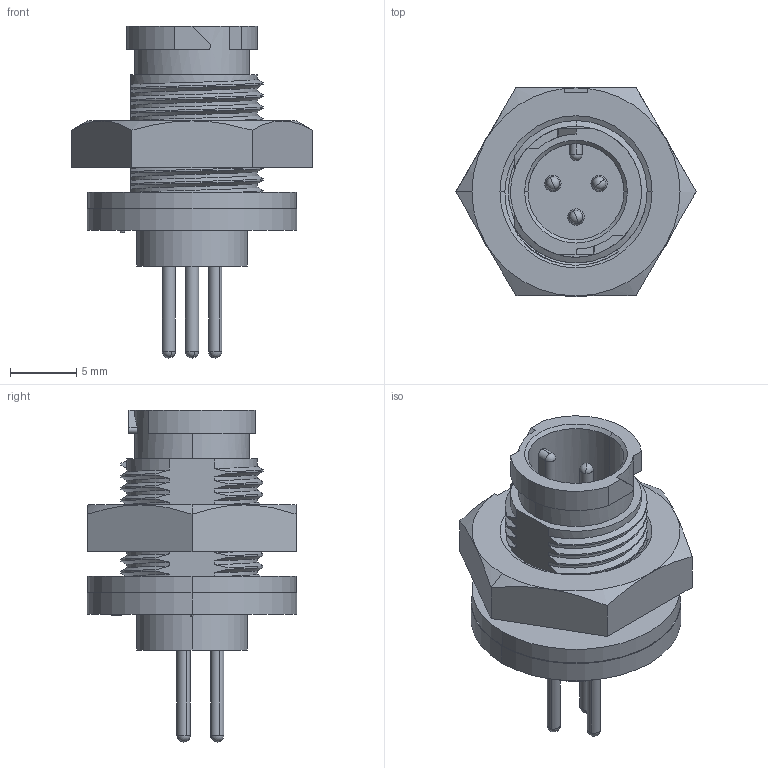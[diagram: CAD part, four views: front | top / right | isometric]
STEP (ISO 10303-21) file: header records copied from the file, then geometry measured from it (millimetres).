
FILE_DESCRIPTION (( 'STEP AP203' ), '1' );
FILE_NAME ('W17292-3PG-P-3ES.STEP', '2021-11-03T14:11:04', ( '' ), ( '' ), 'SwSTEP 2.0', 'SolidWorks 2020', '' );
FILE_SCHEMA (( 'CONFIG_CONTROL_DESIGN' ));
Length unit declared in the file: millimetre
Products named in the file (1): W17292-3PG-P-3ES
Bounding box: 18.18 x 15.88 x 25.12 mm (x, y, z)
Volume: 1800.5 mm3; surface area: 2085.1 mm2
Topology: 2 solids, 2 shells, 171 faces, 460 edges, 293 vertices
Faces by surface type: cylinder 70, plane 45, bspline 22, cone 19, sphere 15
Entity records: 12043 total; most frequent: CARTESIAN_POINT 8083, ORIENTED_EDGE 886, DIRECTION 733, EDGE_CURVE 443, VERTEX_POINT 291, AXIS2_PLACEMENT_3D 274, EDGE_LOOP 188, VECTOR 185
